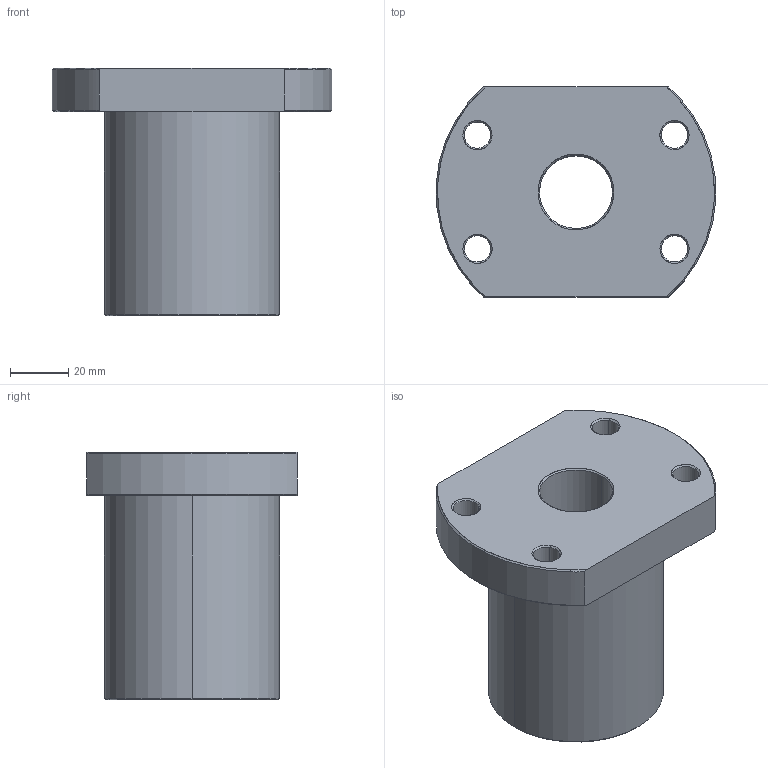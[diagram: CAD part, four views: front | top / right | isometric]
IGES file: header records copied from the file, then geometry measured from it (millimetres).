
Start section: START RECORD GO HERE.
Global section: file name: 2510 STK.igs; native system: IBM CATIA IGES - CATIA Version 5 Release 16 ; preprocessor: CATIA Version 5 Release 16 ; author: mycom; organization: RD03; date: 20061215.085630; units: millimetre
Bounding box: 95.88 x 72 x 85 mm (x, y, z)
Surface area: 36550 mm2 (no closed solid volume)
Topology: 0 solids, 0 shells, 60 faces, 298 edges, 298 vertices
Faces by surface type: revolution 55, plane 5
